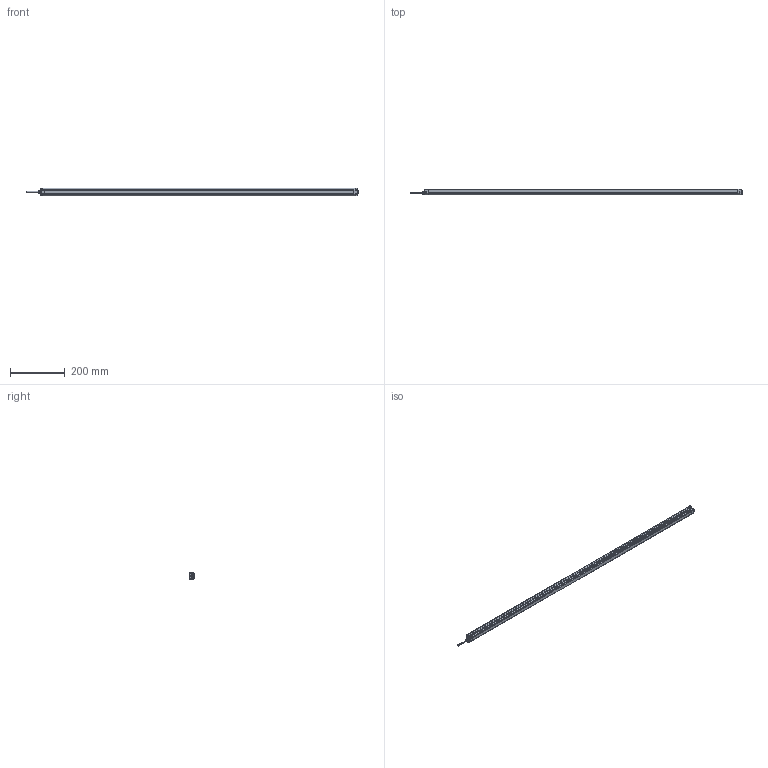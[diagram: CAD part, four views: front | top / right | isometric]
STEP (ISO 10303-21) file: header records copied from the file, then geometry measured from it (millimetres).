
FILE_DESCRIPTION((''),'2;1');
FILE_NAME('154545_SW','2010-11-02T',('banengservice'),('BANNER ENGINEERING'),'PRO/ENGINEER BY PARAMETRIC TECHNOLOGY CORPORATION, 2009141','PRO/ENGINEER BY PARAMETRIC TECHNOLOGY CORPORATION, 2009141','');
FILE_SCHEMA(('CONFIG_CONTROL_DESIGN'));
Length unit declared in the file: inch
Products named in the file (1): 154545_SW
Bounding box: 1214.5 x 21 x 28 mm (x, y, z)
Volume: 259190.7 mm3; surface area: 278000.6 mm2
Topology: 2 solids, 2 shells, 627 faces, 1542 edges, 906 vertices
Faces by surface type: plane 180, cylinder 157, cone 114, torus 87, bspline 77, sphere 12
Entity records: 24810 total; most frequent: CARTESIAN_POINT 10395, ORIENTED_EDGE 3068, DIRECTION 3033, EDGE_CURVE 1534, AXIS2_PLACEMENT_3D 1210, VERTEX_POINT 906, CIRCLE 660, EDGE_LOOP 642
